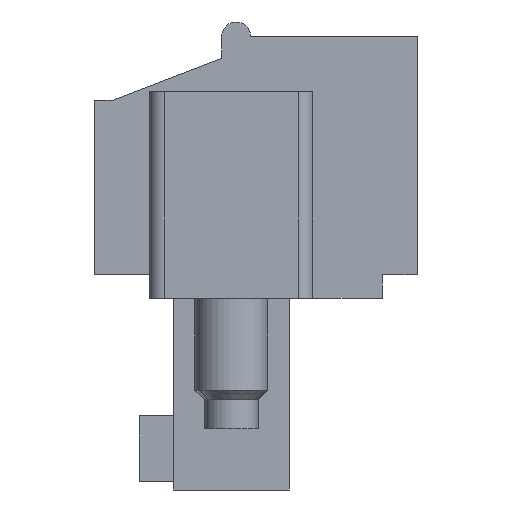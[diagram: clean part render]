
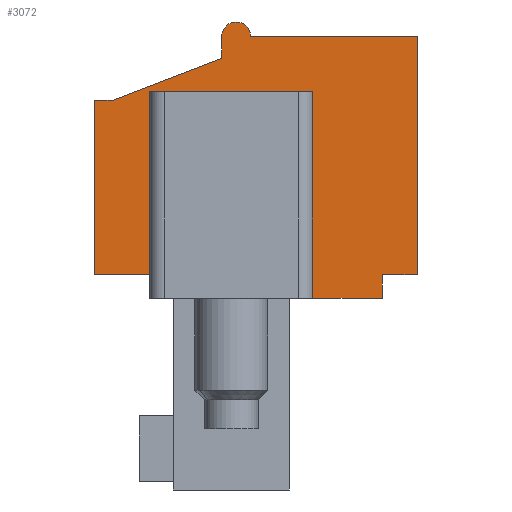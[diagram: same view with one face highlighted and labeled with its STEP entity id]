
A CAD part, left-side view. The second image highlights one B-rep face of the part: STEP entity #3072.
In plain terms, the highlighted planar face has unit normal (-1, 0, 0).
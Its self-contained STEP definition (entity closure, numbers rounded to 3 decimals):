
#2975=AXIS2_PLACEMENT_3D('Plane Axis2P3D',#2972,#2973,#2974) ;
#2998=AXIS2_PLACEMENT_3D('Circle Axis2P3D',#2996,#2997,$) ;
#3005=AXIS2_PLACEMENT_3D('Circle Axis2P3D',#3003,#3004,$) ;
#2272=CARTESIAN_POINT('Vertex',(4.8,11.1,7.4)) ;
#2275=CARTESIAN_POINT('Line Origine',(4.8,11.1,10.4)) ;
#2279=CARTESIAN_POINT('Vertex',(4.8,11.1,13.4)) ;
#2548=CARTESIAN_POINT('Vertex',(4.8,1.2,6.6)) ;
#2553=CARTESIAN_POINT('Line Origine',(4.8,2.4,6.6)) ;
#2557=CARTESIAN_POINT('Vertex',(4.8,3.6,6.6)) ;
#2937=CARTESIAN_POINT('Line Origine',(4.8,0.,11.5)) ;
#2941=CARTESIAN_POINT('Vertex',(4.8,0.,7.4)) ;
#2943=CARTESIAN_POINT('Vertex',(4.8,0.,15.6)) ;
#2972=CARTESIAN_POINT('Axis2P3D Location',(4.8,0.,0.)) ;
#2977=CARTESIAN_POINT('Line Origine',(4.8,1.2,7.)) ;
#2981=CARTESIAN_POINT('Vertex',(4.8,1.2,7.4)) ;
#2984=CARTESIAN_POINT('Line Origine',(4.8,0.6,7.4)) ;
#2989=CARTESIAN_POINT('Line Origine',(4.8,2.865,15.6)) ;
#2993=CARTESIAN_POINT('Vertex',(4.8,5.73,15.6)) ;
#2996=CARTESIAN_POINT('Axis2P3D Location',(4.8,6.23,15.6)) ;
#3000=CARTESIAN_POINT('Vertex',(4.8,6.23,16.1)) ;
#3003=CARTESIAN_POINT('Axis2P3D Location',(4.8,6.23,15.6)) ;
#3007=CARTESIAN_POINT('Vertex',(4.8,6.73,15.6)) ;
#3010=CARTESIAN_POINT('Line Origine',(4.8,6.73,15.225)) ;
#3014=CARTESIAN_POINT('Vertex',(4.8,6.73,14.85)) ;
#3017=CARTESIAN_POINT('Line Origine',(4.8,8.615,14.125)) ;
#3021=CARTESIAN_POINT('Vertex',(4.8,10.5,13.4)) ;
#3024=CARTESIAN_POINT('Line Origine',(4.8,10.8,13.4)) ;
#3029=CARTESIAN_POINT('Line Origine',(4.8,10.15,7.4)) ;
#3033=CARTESIAN_POINT('Vertex',(4.8,9.2,7.4)) ;
#3036=CARTESIAN_POINT('Line Origine',(4.8,9.2,10.55)) ;
#3040=CARTESIAN_POINT('Vertex',(4.8,9.2,13.7)) ;
#3043=CARTESIAN_POINT('Line Origine',(4.8,6.4,13.7)) ;
#3047=CARTESIAN_POINT('Vertex',(4.8,3.6,13.7)) ;
#3050=CARTESIAN_POINT('Line Origine',(4.8,3.6,10.15)) ;
#2276=DIRECTION('Vector Direction',(0.,0.,-1.)) ;
#2554=DIRECTION('Vector Direction',(0.,-1.,0.)) ;
#2938=DIRECTION('Vector Direction',(0.,0.,1.)) ;
#2973=DIRECTION('Axis2P3D Direction',(-1.,0.,0.)) ;
#2974=DIRECTION('Axis2P3D XDirection',(0.,0.,1.)) ;
#2978=DIRECTION('Vector Direction',(0.,0.,1.)) ;
#2985=DIRECTION('Vector Direction',(0.,-1.,0.)) ;
#2990=DIRECTION('Vector Direction',(0.,1.,0.)) ;
#2997=DIRECTION('Axis2P3D Direction',(-1.,0.,0.)) ;
#3004=DIRECTION('Axis2P3D Direction',(-1.,0.,0.)) ;
#3011=DIRECTION('Vector Direction',(0.,0.,-1.)) ;
#3018=DIRECTION('Vector Direction',(0.,0.933,-0.359)) ;
#3025=DIRECTION('Vector Direction',(0.,1.,0.)) ;
#3030=DIRECTION('Vector Direction',(0.,-1.,0.)) ;
#3037=DIRECTION('Vector Direction',(0.,0.,1.)) ;
#3044=DIRECTION('Vector Direction',(0.,-1.,0.)) ;
#3051=DIRECTION('Vector Direction',(0.,0.,-1.)) ;
#2277=VECTOR('Line Direction',#2276,1.) ;
#2555=VECTOR('Line Direction',#2554,1.) ;
#2939=VECTOR('Line Direction',#2938,1.) ;
#2979=VECTOR('Line Direction',#2978,1.) ;
#2986=VECTOR('Line Direction',#2985,1.) ;
#2991=VECTOR('Line Direction',#2990,1.) ;
#3012=VECTOR('Line Direction',#3011,1.) ;
#3019=VECTOR('Line Direction',#3018,1.) ;
#3026=VECTOR('Line Direction',#3025,1.) ;
#3031=VECTOR('Line Direction',#3030,1.) ;
#3038=VECTOR('Line Direction',#3037,1.) ;
#3045=VECTOR('Line Direction',#3044,1.) ;
#3052=VECTOR('Line Direction',#3051,1.) ;
#3056=ORIENTED_EDGE('',*,*,#2559,.T.) ;
#3057=ORIENTED_EDGE('',*,*,#2983,.F.) ;
#3058=ORIENTED_EDGE('',*,*,#2988,.F.) ;
#3059=ORIENTED_EDGE('',*,*,#2945,.T.) ;
#3060=ORIENTED_EDGE('',*,*,#2995,.F.) ;
#3061=ORIENTED_EDGE('',*,*,#3002,.F.) ;
#3062=ORIENTED_EDGE('',*,*,#3009,.F.) ;
#3063=ORIENTED_EDGE('',*,*,#3016,.F.) ;
#3064=ORIENTED_EDGE('',*,*,#3023,.F.) ;
#3065=ORIENTED_EDGE('',*,*,#3028,.F.) ;
#3066=ORIENTED_EDGE('',*,*,#2281,.T.) ;
#3067=ORIENTED_EDGE('',*,*,#3035,.F.) ;
#3068=ORIENTED_EDGE('',*,*,#3042,.F.) ;
#3069=ORIENTED_EDGE('',*,*,#3049,.F.) ;
#3070=ORIENTED_EDGE('',*,*,#3054,.F.) ;
#3072=ADVANCED_FACE('HOUSING',(#3071),#2976,.T.) ;
#2999=CIRCLE('generated circle',#2998,0.5) ;
#3006=CIRCLE('generated circle',#3005,0.5) ;
#2281=EDGE_CURVE('',#2280,#2273,#2278,.T.) ;
#2559=EDGE_CURVE('',#2558,#2549,#2556,.T.) ;
#2945=EDGE_CURVE('',#2942,#2944,#2940,.T.) ;
#2983=EDGE_CURVE('',#2982,#2549,#2980,.F.) ;
#2988=EDGE_CURVE('',#2942,#2982,#2987,.F.) ;
#2995=EDGE_CURVE('',#2994,#2944,#2992,.F.) ;
#3002=EDGE_CURVE('',#3001,#2994,#2999,.F.) ;
#3009=EDGE_CURVE('',#3008,#3001,#3006,.F.) ;
#3016=EDGE_CURVE('',#3015,#3008,#3013,.F.) ;
#3023=EDGE_CURVE('',#3022,#3015,#3020,.F.) ;
#3028=EDGE_CURVE('',#2280,#3022,#3027,.F.) ;
#3035=EDGE_CURVE('',#3034,#2273,#3032,.F.) ;
#3042=EDGE_CURVE('',#3041,#3034,#3039,.F.) ;
#3049=EDGE_CURVE('',#3048,#3041,#3046,.F.) ;
#3054=EDGE_CURVE('',#2558,#3048,#3053,.F.) ;
#3055=EDGE_LOOP('',(#3056,#3057,#3058,#3059,#3060,#3061,#3062,#3063,#3064,#3065,#3066,#3067,#3068,#3069,#3070)) ;
#3071=FACE_OUTER_BOUND('',#3055,.T.) ;
#2278=LINE('Line',#2275,#2277) ;
#2556=LINE('Line',#2553,#2555) ;
#2940=LINE('Line',#2937,#2939) ;
#2980=LINE('Line',#2977,#2979) ;
#2987=LINE('Line',#2984,#2986) ;
#2992=LINE('Line',#2989,#2991) ;
#3013=LINE('Line',#3010,#3012) ;
#3020=LINE('Line',#3017,#3019) ;
#3027=LINE('Line',#3024,#3026) ;
#3032=LINE('Line',#3029,#3031) ;
#3039=LINE('Line',#3036,#3038) ;
#3046=LINE('Line',#3043,#3045) ;
#3053=LINE('Line',#3050,#3052) ;
#2976=PLANE('',#2975) ;
#2273=VERTEX_POINT('',#2272) ;
#2280=VERTEX_POINT('',#2279) ;
#2549=VERTEX_POINT('',#2548) ;
#2558=VERTEX_POINT('',#2557) ;
#2942=VERTEX_POINT('',#2941) ;
#2944=VERTEX_POINT('',#2943) ;
#2982=VERTEX_POINT('',#2981) ;
#2994=VERTEX_POINT('',#2993) ;
#3001=VERTEX_POINT('',#3000) ;
#3008=VERTEX_POINT('',#3007) ;
#3015=VERTEX_POINT('',#3014) ;
#3022=VERTEX_POINT('',#3021) ;
#3034=VERTEX_POINT('',#3033) ;
#3041=VERTEX_POINT('',#3040) ;
#3048=VERTEX_POINT('',#3047) ;
